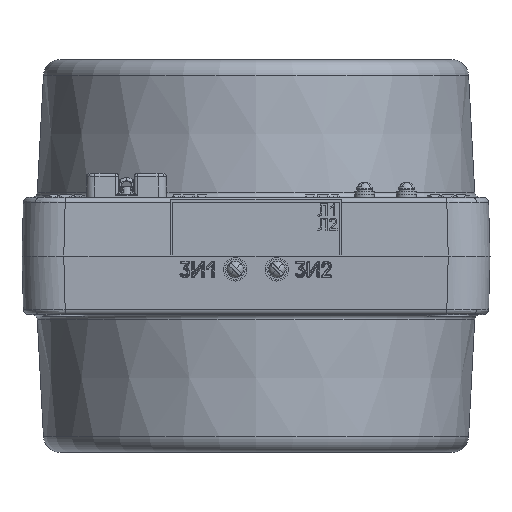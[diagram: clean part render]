
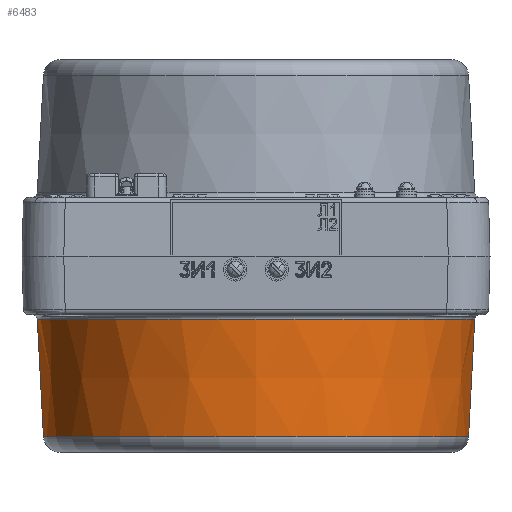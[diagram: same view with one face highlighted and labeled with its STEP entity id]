
A CAD part, front view. The second image highlights one B-rep face of the part: STEP entity #6483.
In plain terms, the highlighted conical face has half-angle 3 degrees and reference radius 131 mm.
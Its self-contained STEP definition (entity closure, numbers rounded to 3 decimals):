
#2351 = CARTESIAN_POINT ( 'NONE',  ( 0., 0., -37.843 ) ) ;
#2393 = DIRECTION ( 'NONE',  ( -1., 0., 0. ) ) ;
#2398 = DIRECTION ( 'NONE',  ( 0., 0., 1. ) ) ;
#3561 = CARTESIAN_POINT ( 'NONE',  ( 130.851, 0., -37.843 ) ) ;
#3601 = CARTESIAN_POINT ( 'NONE',  ( 127.173, 0., -108.023 ) ) ;
#3609 = CARTESIAN_POINT ( 'NONE',  ( -127.173, 0., -108.023 ) ) ;
#3637 = CARTESIAN_POINT ( 'NONE',  ( -130.851, 0., -37.843 ) ) ;
#4350 = EDGE_LOOP ( 'NONE', ( #10101, #10051, #10082, #10063 ) ) ;
#5469 = EDGE_CURVE ( 'NONE', #17098, #17036, #11979, .T. ) ;
#5479 = EDGE_CURVE ( 'NONE', #17100, #17121, #12048, .T. ) ;
#5485 = EDGE_CURVE ( 'NONE', #17098, #17100, #12038, .T. ) ;
#6483 = ADVANCED_FACE ( 'NONE', ( #13567 ), #13565, .T. ) ;
#7458 = DIRECTION ( 'NONE',  ( 0., 0., 1. ) ) ;
#7461 = CARTESIAN_POINT ( 'NONE',  ( 0., 0., -35. ) ) ;
#7462 = DIRECTION ( 'NONE',  ( 1., 0., 0. ) ) ;
#8617 = EDGE_CURVE ( 'NONE', #17121, #17036, #20849, .T. ) ;
#10051 = ORIENTED_EDGE ( 'NONE', *, *, #5485, .F. ) ;
#10063 = ORIENTED_EDGE ( 'NONE', *, *, #8617, .F. ) ;
#10082 = ORIENTED_EDGE ( 'NONE', *, *, #5469, .T. ) ;
#10101 = ORIENTED_EDGE ( 'NONE', *, *, #5479, .F. ) ;
#10507 = CARTESIAN_POINT ( 'NONE',  ( 131., 0., -35. ) ) ;
#10522 = DIRECTION ( 'NONE',  ( 0.052, 0., 0.999 ) ) ;
#10550 = DIRECTION ( 'NONE',  ( -1., 0., 0. ) ) ;
#10563 = CARTESIAN_POINT ( 'NONE',  ( -131., 0., -35. ) ) ;
#10566 = DIRECTION ( 'NONE',  ( 0., 0., -1. ) ) ;
#10590 = DIRECTION ( 'NONE',  ( -0.052, 0., 0.999 ) ) ;
#10591 = CARTESIAN_POINT ( 'NONE',  ( 0., 0., -108.023 ) ) ;
#11979 = LINE ( 'NONE', #10507, #11981 ) ;
#11981 = VECTOR ( 'NONE', #10522, 1000. ) ;
#12013 = VECTOR ( 'NONE', #10590, 1000. ) ;
#12038 = CIRCLE ( 'NONE', #12489, 127.173 ) ;
#12048 = LINE ( 'NONE', #10563, #12013 ) ;
#12489 = AXIS2_PLACEMENT_3D ( 'NONE', #10591, #10566, #10550 ) ;
#12643 = AXIS2_PLACEMENT_3D ( 'NONE', #7461, #7458, #7462 ) ;
#13565 = CONICAL_SURFACE ( 'NONE', #12643, 131., 0.052 ) ;
#13567 = FACE_OUTER_BOUND ( 'NONE', #4350, .T. ) ;
#17036 = VERTEX_POINT ( 'NONE', #3561 ) ;
#17098 = VERTEX_POINT ( 'NONE', #3601 ) ;
#17100 = VERTEX_POINT ( 'NONE', #3609 ) ;
#17121 = VERTEX_POINT ( 'NONE', #3637 ) ;
#20849 = CIRCLE ( 'NONE', #21123, 130.851 ) ;
#21123 = AXIS2_PLACEMENT_3D ( 'NONE', #2351, #2398, #2393 ) ;
